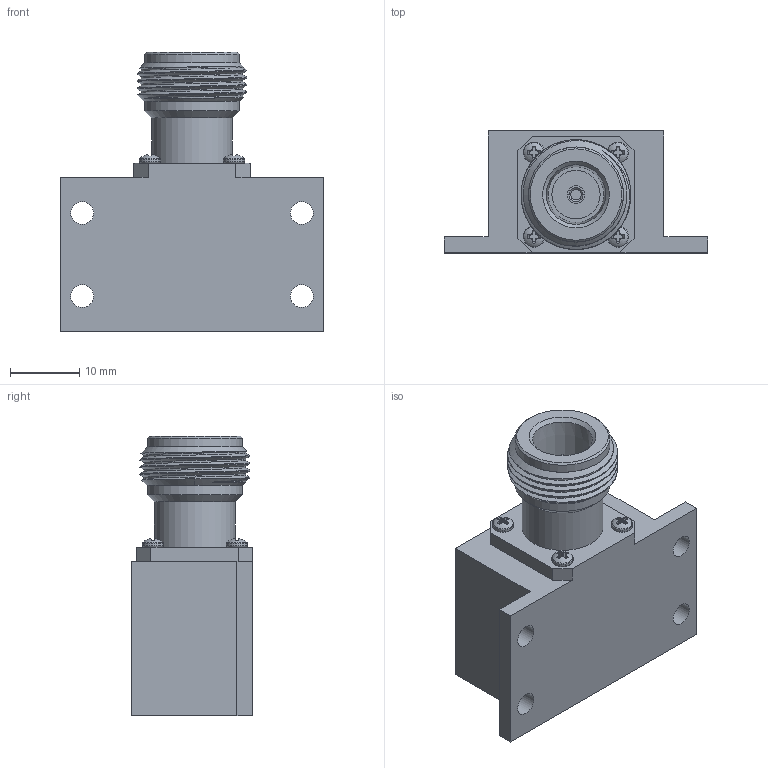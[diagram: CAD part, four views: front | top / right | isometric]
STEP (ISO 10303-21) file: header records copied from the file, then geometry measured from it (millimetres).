
FILE_DESCRIPTION (( 'STEP AP203' ), '1' );
FILE_NAME ('PE6233_3D.step', '2022-05-06T16:38:38', ( '' ), ( '' ), 'SwSTEP 2.0', 'SolidWorks 2021', '' );
FILE_SCHEMA (( 'CONFIG_CONTROL_DESIGN' ));
Length unit declared in the file: inch
Products named in the file (1): PE6233_3D
Bounding box: 38.1 x 17.6 x 40.39 mm (x, y, z)
Volume: 12780.4 mm3; surface area: 5060.2 mm2
Topology: 1 solids, 1 shells, 357 faces, 970 edges, 641 vertices
Faces by surface type: plane 184, cylinder 83, cone 63, bspline 15, torus 8, sphere 4
Full cylindrical faces by diameter (mm): 1.524 x1, 2.54 x1, 3.055 x2, 3.056 x2, 3.302 x4, 4.064 x4, 6.985 x1, 11.684 x1, 13.716 x2
Entity records: 15932 total; most frequent: CARTESIAN_POINT 7571, ORIENTED_EDGE 1850, DIRECTION 1522, EDGE_CURVE 925, VERTEX_POINT 635, AXIS2_PLACEMENT_3D 572, EDGE_LOOP 430, FACE_OUTER_BOUND 383
